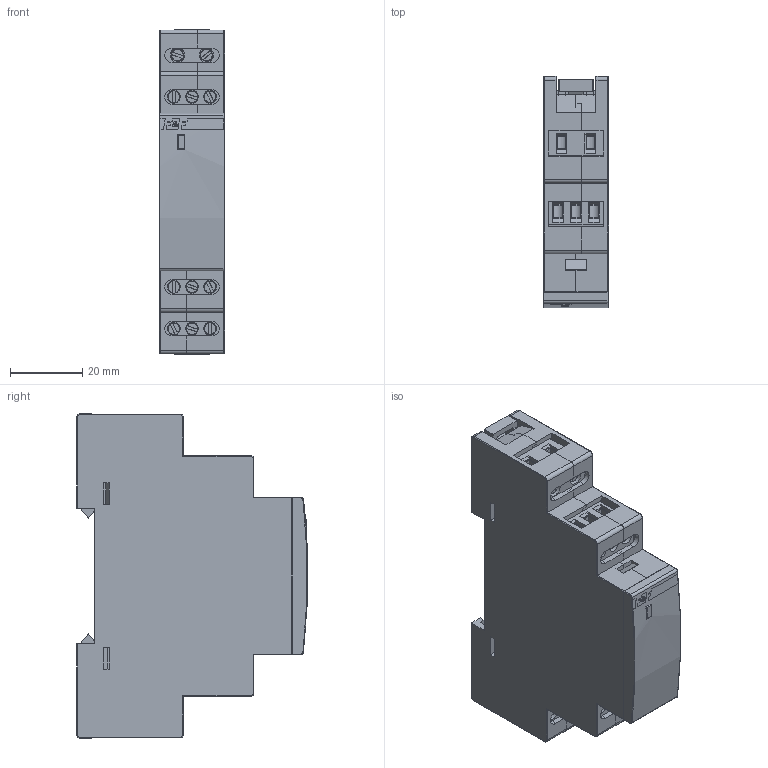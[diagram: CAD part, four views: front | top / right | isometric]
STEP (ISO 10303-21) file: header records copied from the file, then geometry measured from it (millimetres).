
FILE_DESCRIPTION(('STEP AP242'), '1');
FILE_NAME('PK-3P 鼁闉罻', '', ('UNSPECIFIED'), ('UNSPECIFIED'), 'C3D Converter', 'C3D Toolkit', '');
FILE_SCHEMA(('AP242_MANAGED_MODEL_BASED_3D_ENGINEERING_MIM_LF { 1 0 10303 442 1 1 4 }'));
Length unit declared in the file: millimetre
Assembly tree (16 placements, depth 3):
  (unnamed)
    (unnamed)  x2
    (unnamed)
      (unnamed)  x2
    (unnamed)
      (unnamed)
    (unnamed)
    (unnamed)  x2
    (unnamed)  x3
      (unnamed)
Bounding box: 18.02 x 63.77 x 90 mm (x, y, z)
Volume: 28077.5 mm3; surface area: 37498.8 mm2
Topology: 31 solids, 31 shells, 1117 faces, 2915 edges, 1882 vertices
Faces by surface type: plane 864, cylinder 107, extrusion 80, cone 44, torus 18, sphere 4
Full cylindrical faces by diameter (mm): 2 x11, 3.5 x9, 4 x2
Entity records: 20611 total; most frequent: CARTESIAN_POINT 3824, ORIENTED_EDGE 3184, DIRECTION 2730, EDGE_CURVE 1592, VECTOR 1328, LINE 1248, VERTEX_POINT 1045, AXIS2_PLACEMENT_3D 701
